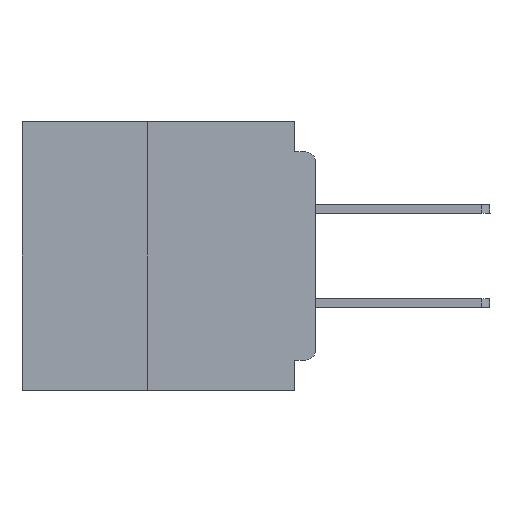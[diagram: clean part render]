
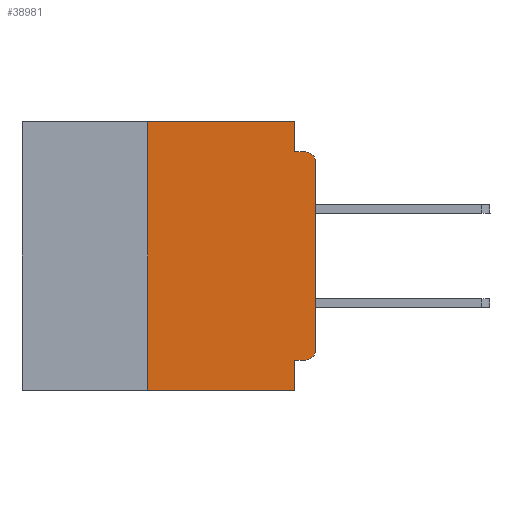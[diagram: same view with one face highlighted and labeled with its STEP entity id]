
A CAD part, left-side view. The second image highlights one B-rep face of the part: STEP entity #38981.
In plain terms, the highlighted planar face has unit normal (-1, 0, 0).
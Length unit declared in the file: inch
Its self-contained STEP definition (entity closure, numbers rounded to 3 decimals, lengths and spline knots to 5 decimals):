
#118 = VERTEX_POINT ( 'NONE', #3383 ) ;
#1576 = CARTESIAN_POINT ( 'NONE',  ( 0., 0.031, -0.4 ) ) ;
#1767 = VERTEX_POINT ( 'NONE', #56393 ) ;
#1784 = VECTOR ( 'NONE', #65635, 39.37008 ) ;
#2259 = VERTEX_POINT ( 'NONE', #40151 ) ;
#2266 = DIRECTION ( 'NONE',  ( 0., 1., 0. ) ) ;
#2762 = EDGE_CURVE ( 'NONE', #10508, #1767, #48034, .T. ) ;
#3275 = DIRECTION ( 'NONE',  ( -1., 0., 0. ) ) ;
#3383 = CARTESIAN_POINT ( 'NONE',  ( 0., 0.015, -0.045 ) ) ;
#4836 = LINE ( 'NONE', #1576, #29341 ) ;
#5066 = PLANE ( 'NONE',  #36540 ) ;
#5460 = VERTEX_POINT ( 'NONE', #23918 ) ;
#6358 = EDGE_LOOP ( 'NONE', ( #27596, #26038, #64275, #60131, #17889, #51541, #10566, #28700, #22600, #29933 ) ) ;
#7911 = LINE ( 'NONE', #56870, #20193 ) ;
#9536 = VERTEX_POINT ( 'NONE', #42773 ) ;
#9778 = DIRECTION ( 'NONE',  ( 0., -1., 0. ) ) ;
#9791 = CARTESIAN_POINT ( 'NONE',  ( 0., 0.437, 0. ) ) ;
#10381 = DIRECTION ( 'NONE',  ( 0., 0., -1. ) ) ;
#10508 = VERTEX_POINT ( 'NONE', #60731 ) ;
#10566 = ORIENTED_EDGE ( 'NONE', *, *, #30088, .T. ) ;
#15898 = CARTESIAN_POINT ( 'NONE',  ( 0., 0.031, 0. ) ) ;
#16969 = CARTESIAN_POINT ( 'NONE',  ( 0., 0., 0. ) ) ;
#17502 = DIRECTION ( 'NONE',  ( -1., 0., 0. ) ) ;
#17889 = ORIENTED_EDGE ( 'NONE', *, *, #34023, .F. ) ;
#20193 = VECTOR ( 'NONE', #51697, 39.37008 ) ;
#22192 = DIRECTION ( 'NONE',  ( 0., 0., 1. ) ) ;
#22286 = EDGE_CURVE ( 'NONE', #56830, #118, #27367, .T. ) ;
#22600 = ORIENTED_EDGE ( 'NONE', *, *, #56130, .F. ) ;
#22654 = DIRECTION ( 'NONE',  ( 0., 0., -1. ) ) ;
#23376 = AXIS2_PLACEMENT_3D ( 'NONE', #48572, #17502, #53778 ) ;
#23918 = CARTESIAN_POINT ( 'NONE',  ( 0., 0.031, -0.355 ) ) ;
#24250 = DIRECTION ( 'NONE',  ( 0., 0., 1. ) ) ;
#24384 = CARTESIAN_POINT ( 'NONE',  ( 0., 0.25, -0.4 ) ) ;
#25058 = LINE ( 'NONE', #9791, #51022 ) ;
#25517 = EDGE_CURVE ( 'NONE', #5460, #2259, #4836, .T. ) ;
#26038 = ORIENTED_EDGE ( 'NONE', *, *, #22286, .T. ) ;
#27317 = VECTOR ( 'NONE', #22192, 39.37008 ) ;
#27367 = CIRCLE ( 'NONE', #52179, 0.015 ) ;
#27596 = ORIENTED_EDGE ( 'NONE', *, *, #59021, .T. ) ;
#28700 = ORIENTED_EDGE ( 'NONE', *, *, #25517, .F. ) ;
#29341 = VECTOR ( 'NONE', #22654, 39.37008 ) ;
#29933 = ORIENTED_EDGE ( 'NONE', *, *, #51125, .T. ) ;
#30088 = EDGE_CURVE ( 'NONE', #10508, #2259, #53912, .T. ) ;
#31194 = FACE_OUTER_BOUND ( 'NONE', #6358, .T. ) ;
#33548 = CARTESIAN_POINT ( 'NONE',  ( 0., 0., -0.355 ) ) ;
#34023 = EDGE_CURVE ( 'NONE', #1767, #57730, #25058, .T. ) ;
#34488 = CARTESIAN_POINT ( 'NONE',  ( 0., 0.015, -0.06 ) ) ;
#36206 = CARTESIAN_POINT ( 'NONE',  ( 0., 0., -0.34 ) ) ;
#36295 = VECTOR ( 'NONE', #2266, 39.37008 ) ;
#36540 = AXIS2_PLACEMENT_3D ( 'NONE', #67312, #41511, #10381 ) ;
#37459 = CIRCLE ( 'NONE', #23376, 0.015 ) ;
#38981 = ADVANCED_FACE ( 'NONE', ( #31194 ), #5066, .F. ) ;
#39751 = DIRECTION ( 'NONE',  ( 0., 0., -1. ) ) ;
#40151 = CARTESIAN_POINT ( 'NONE',  ( 0., 0.031, -0.4 ) ) ;
#41511 = DIRECTION ( 'NONE',  ( 1., 0., 0. ) ) ;
#41529 = VERTEX_POINT ( 'NONE', #36206 ) ;
#42743 = LINE ( 'NONE', #16969, #27317 ) ;
#42773 = CARTESIAN_POINT ( 'NONE',  ( 0., 0.015, -0.355 ) ) ;
#42993 = LINE ( 'NONE', #66702, #53660 ) ;
#44826 = CARTESIAN_POINT ( 'NONE',  ( 0., 0.437, -0.4 ) ) ;
#46135 = DIRECTION ( 'NONE',  ( 0., -1., 0. ) ) ;
#46597 = CARTESIAN_POINT ( 'NONE',  ( 0., 0.031, -0.045 ) ) ;
#47097 = EDGE_CURVE ( 'NONE', #57730, #55440, #7911, .T. ) ;
#48034 = LINE ( 'NONE', #24384, #60148 ) ;
#48572 = CARTESIAN_POINT ( 'NONE',  ( 0., 0.015, -0.34 ) ) ;
#51022 = VECTOR ( 'NONE', #46135, 39.37008 ) ;
#51125 = EDGE_CURVE ( 'NONE', #9536, #41529, #37459, .T. ) ;
#51541 = ORIENTED_EDGE ( 'NONE', *, *, #2762, .F. ) ;
#51697 = DIRECTION ( 'NONE',  ( 0., 0., -1. ) ) ;
#52179 = AXIS2_PLACEMENT_3D ( 'NONE', #34488, #3275, #39751 ) ;
#53586 = EDGE_CURVE ( 'NONE', #55440, #118, #42993, .T. ) ;
#53660 = VECTOR ( 'NONE', #9778, 39.37008 ) ;
#53778 = DIRECTION ( 'NONE',  ( 0., 0., -1. ) ) ;
#53912 = LINE ( 'NONE', #44826, #1784 ) ;
#55440 = VERTEX_POINT ( 'NONE', #46597 ) ;
#56130 = EDGE_CURVE ( 'NONE', #9536, #5460, #60553, .T. ) ;
#56393 = CARTESIAN_POINT ( 'NONE',  ( 0., 0.25, 0. ) ) ;
#56830 = VERTEX_POINT ( 'NONE', #65178 ) ;
#56870 = CARTESIAN_POINT ( 'NONE',  ( 0., 0.031, 0. ) ) ;
#57730 = VERTEX_POINT ( 'NONE', #15898 ) ;
#59021 = EDGE_CURVE ( 'NONE', #41529, #56830, #42743, .T. ) ;
#60131 = ORIENTED_EDGE ( 'NONE', *, *, #47097, .F. ) ;
#60148 = VECTOR ( 'NONE', #24250, 39.37008 ) ;
#60553 = LINE ( 'NONE', #33548, #36295 ) ;
#60731 = CARTESIAN_POINT ( 'NONE',  ( 0., 0.25, -0.4 ) ) ;
#64275 = ORIENTED_EDGE ( 'NONE', *, *, #53586, .F. ) ;
#65178 = CARTESIAN_POINT ( 'NONE',  ( 0., 0., -0.06 ) ) ;
#65635 = DIRECTION ( 'NONE',  ( 0., -1., 0. ) ) ;
#66702 = CARTESIAN_POINT ( 'NONE',  ( 0., 0., -0.045 ) ) ;
#67312 = CARTESIAN_POINT ( 'NONE',  ( 0., 0.437, 0. ) ) ;
